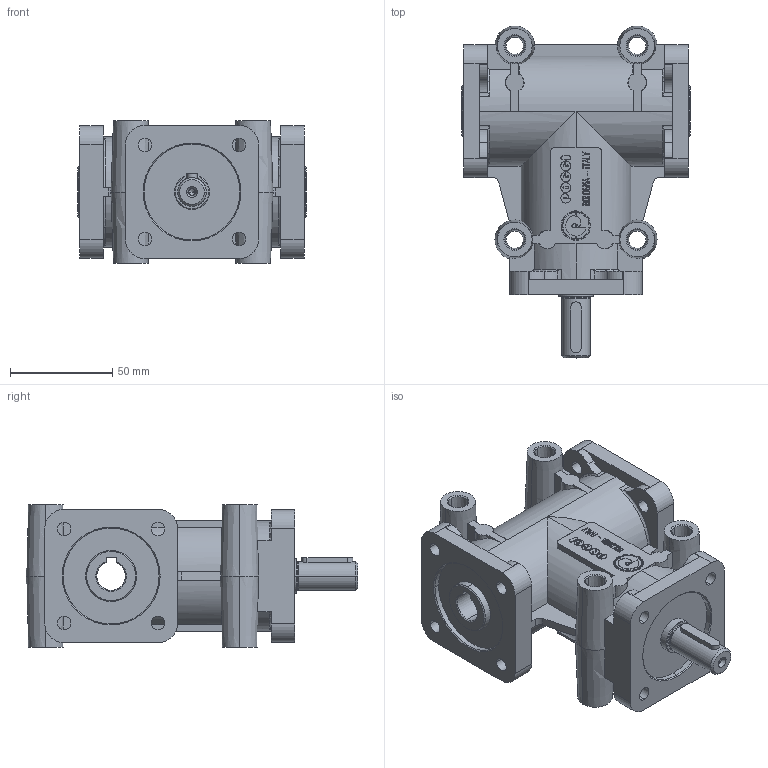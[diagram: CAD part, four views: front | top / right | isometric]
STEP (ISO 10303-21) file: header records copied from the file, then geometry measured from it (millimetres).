
FILE_DESCRIPTION(('STEP AP214'),'1');
FILE_NAME('182012111.stp','2017-01-12T13:01:13',('TraceParts'),('TraceParts S.A.'),'Spatial InterOp 3D',' ',' ');
FILE_SCHEMA(('automotive_design'));
Length unit declared in the file: millimetre
Products named in the file (1): 1
Bounding box: 112 x 162.72 x 70 mm (x, y, z)
Volume: 499980 mm3; surface area: 81269.2 mm2
Topology: 1 solids, 1 shells, 1027 faces, 2864 edges, 1906 vertices
Faces by surface type: plane 425, extrusion 340, cylinder 146, cone 100, torus 16
Entity records: 59579 total; most frequent: CARTESIAN_POINT 26580, ORIENTED_EDGE 5724, DIRECTION 3975, EDGE_CURVE 2862, VERTEX_POINT 1906, VECTOR 1585, B_SPLINE_CURVE_WITH_KNOTS 1450, LINE 1245
